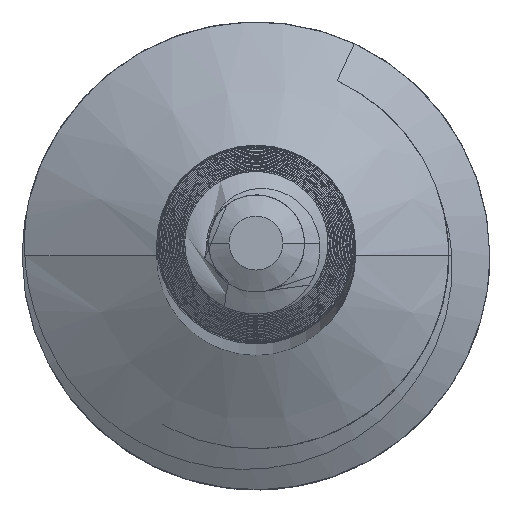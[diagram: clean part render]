
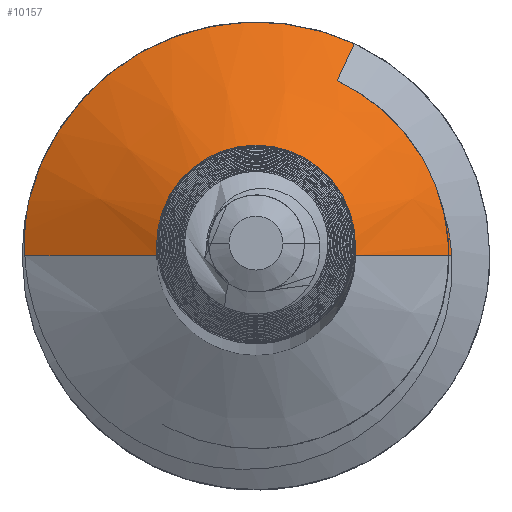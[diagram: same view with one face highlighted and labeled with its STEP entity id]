
A CAD part, top view. The second image highlights one B-rep face of the part: STEP entity #10157.
In plain terms, the highlighted conical face has half-angle 60 degrees and reference radius 2 mm.
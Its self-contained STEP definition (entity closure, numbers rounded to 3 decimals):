
#262 = CONICAL_SURFACE ( 'NONE', #1187, 2., 1.047 ) ;
#1187 = AXIS2_PLACEMENT_3D ( 'NONE', #21434, #6364, #8248 ) ;
#1396 = CARTESIAN_POINT ( 'NONE',  ( 0.694, 1.497, -62.298 ) ) ;
#1662 = EDGE_CURVE ( 'NONE', #22940, #11194, #16944, .T. ) ;
#1877 = ORIENTED_EDGE ( 'NONE', *, *, #8910, .F. ) ;
#2600 = VERTEX_POINT ( 'NONE', #11579 ) ;
#2710 = EDGE_CURVE ( 'NONE', #11194, #11863, #27702, .T. ) ;
#3570 = CARTESIAN_POINT ( 'NONE',  ( 1.673, 0., -62.311 ) ) ;
#3590 = CARTESIAN_POINT ( 'NONE',  ( -1.974, 0.31, -62.496 ) ) ;
#3860 = CARTESIAN_POINT ( 'NONE',  ( 0.842, 1.814, -62.5 ) ) ;
#3945 = CARTESIAN_POINT ( 'NONE',  ( -0.85, 0., -61.836 ) ) ;
#4349 = VECTOR ( 'NONE', #23387, 1000. ) ;
#4806 = ORIENTED_EDGE ( 'NONE', *, *, #14923, .F. ) ;
#4924 = CARTESIAN_POINT ( 'NONE',  ( 1.11, 1.227, -62.298 ) ) ;
#5098 = VECTOR ( 'NONE', #8779, 1000. ) ;
#5715 = CARTESIAN_POINT ( 'NONE',  ( 2., 0., -62.5 ) ) ;
#6217 = ORIENTED_EDGE ( 'NONE', *, *, #14251, .F. ) ;
#6364 = DIRECTION ( 'NONE',  ( 0., 0., -1. ) ) ;
#6951 = CARTESIAN_POINT ( 'NONE',  ( 1.435, 0.851, -62.298 ) ) ;
#6966 = CARTESIAN_POINT ( 'NONE',  ( 0., 0., -62.5 ) ) ;
#7515 = AXIS2_PLACEMENT_3D ( 'NONE', #12316, #27940, #23597 ) ;
#7793 = VERTEX_POINT ( 'NONE', #26020 ) ;
#8248 = DIRECTION ( 'NONE',  ( -1., 0., 0. ) ) ;
#8528 = CIRCLE ( 'NONE', #8999, 2. ) ;
#8779 = DIRECTION ( 'NONE',  ( -0.866, 0., -0.5 ) ) ;
#8910 = EDGE_CURVE ( 'NONE', #7793, #22940, #9378, .T. ) ;
#8999 = AXIS2_PLACEMENT_3D ( 'NONE', #6966, #26807, #24778 ) ;
#9351 = EDGE_CURVE ( 'NONE', #22300, #25636, #16934, .T. ) ;
#9378 = CIRCLE ( 'NONE', #7515, 0.85 ) ;
#9967 = CARTESIAN_POINT ( 'NONE',  ( 1.643, 0.257, -62.302 ) ) ;
#10157 = ADVANCED_FACE ( 'NONE', ( #17384 ), #262, .T. ) ;
#10256 = CARTESIAN_POINT ( 'NONE',  ( -1.945, 0.464, -62.5 ) ) ;
#11194 = VERTEX_POINT ( 'NONE', #18222 ) ;
#11579 = CARTESIAN_POINT ( 'NONE',  ( 1.605, 0.383, -62.298 ) ) ;
#11863 = VERTEX_POINT ( 'NONE', #27083 ) ;
#12292 = CARTESIAN_POINT ( 'NONE',  ( -1.977, 0., -62.486 ) ) ;
#12316 = CARTESIAN_POINT ( 'NONE',  ( 0., 0., -61.836 ) ) ;
#12446 = CARTESIAN_POINT ( 'NONE',  ( -2., 0., -62.5 ) ) ;
#12709 = CARTESIAN_POINT ( 'NONE',  ( 0.842, 1.814, -62.5 ) ) ;
#13615 = CARTESIAN_POINT ( 'NONE',  ( 0.694, 1.497, -62.298 ) ) ;
#14251 = EDGE_CURVE ( 'NONE', #2600, #22478, #21256, .T. ) ;
#14591 = CARTESIAN_POINT ( 'NONE',  ( 1.666, 0.13, -62.307 ) ) ;
#14923 = EDGE_CURVE ( 'NONE', #25636, #2600, #16923, .T. ) ;
#15283 = EDGE_LOOP ( 'NONE', ( #1877, #22821, #6217, #4806, #26687, #22359, #15399, #26468 ) ) ;
#15399 = ORIENTED_EDGE ( 'NONE', *, *, #2710, .F. ) ;
#16024 = CARTESIAN_POINT ( 'NONE',  ( 0.694, 1.497, -62.298 ) ) ;
#16593 = LINE ( 'NONE', #5715, #4349 ) ;
#16627 = CARTESIAN_POINT ( 'NONE',  ( 1.605, 0.383, -62.298 ) ) ;
#16923 = B_SPLINE_CURVE_WITH_KNOTS ( 'NONE', 3,
 ( #13615, #18530, #20139, #4924, #20561, #6951, #22591, #17967 ),
 .UNSPECIFIED., .F., .F.,
 ( 4, 2, 2, 4 ),
 ( 0., 0., 0.001, 0.001 ),
 .UNSPECIFIED. ) ;
#16934 =( BOUNDED_CURVE ( )  B_SPLINE_CURVE ( 1, ( #3860, #1396 ),
 .UNSPECIFIED., .F., .T. ) 
 B_SPLINE_CURVE_WITH_KNOTS ( ( 2, 2 ),
 ( 0., 0. ),
 .UNSPECIFIED. ) 
 CURVE ( )  GEOMETRIC_REPRESENTATION_ITEM ( )  RATIONAL_B_SPLINE_CURVE ( ( 0.935, 0.935 ) ) 
 REPRESENTATION_ITEM ( '' )  );
#16944 = LINE ( 'NONE', #12446, #5098 ) ;
#17384 = FACE_OUTER_BOUND ( 'NONE', #15283, .T. ) ;
#17967 = CARTESIAN_POINT ( 'NONE',  ( 1.605, 0.383, -62.298 ) ) ;
#18222 = CARTESIAN_POINT ( 'NONE',  ( -1.977, 0., -62.486 ) ) ;
#18356 = CARTESIAN_POINT ( 'NONE',  ( 1.673, 0., -62.311 ) ) ;
#18530 = CARTESIAN_POINT ( 'NONE',  ( 0.808, 1.444, -62.298 ) ) ;
#20139 = CARTESIAN_POINT ( 'NONE',  ( 0.915, 1.379, -62.298 ) ) ;
#20561 = CARTESIAN_POINT ( 'NONE',  ( 1.198, 1.141, -62.298 ) ) ;
#21256 = B_SPLINE_CURVE_WITH_KNOTS ( 'NONE', 3,
 ( #16627, #9967, #14591, #3570 ),
 .UNSPECIFIED., .F., .F.,
 ( 4, 4 ),
 ( 0., 0. ),
 .UNSPECIFIED. ) ;
#21358 = EDGE_CURVE ( 'NONE', #22300, #11863, #8528, .T. ) ;
#21434 = CARTESIAN_POINT ( 'NONE',  ( 0., 0., -62.5 ) ) ;
#22300 = VERTEX_POINT ( 'NONE', #12709 ) ;
#22359 = ORIENTED_EDGE ( 'NONE', *, *, #21358, .T. ) ;
#22478 = VERTEX_POINT ( 'NONE', #18356 ) ;
#22591 = CARTESIAN_POINT ( 'NONE',  ( 1.547, 0.626, -62.298 ) ) ;
#22821 = ORIENTED_EDGE ( 'NONE', *, *, #27011, .T. ) ;
#22940 = VERTEX_POINT ( 'NONE', #3945 ) ;
#23387 = DIRECTION ( 'NONE',  ( 0.866, 0., -0.5 ) ) ;
#23597 = DIRECTION ( 'NONE',  ( 1., 0., 0. ) ) ;
#24778 = DIRECTION ( 'NONE',  ( 1., 0., 0. ) ) ;
#25636 = VERTEX_POINT ( 'NONE', #16024 ) ;
#26020 = CARTESIAN_POINT ( 'NONE',  ( 0.85, 0., -61.836 ) ) ;
#26468 = ORIENTED_EDGE ( 'NONE', *, *, #1662, .F. ) ;
#26687 = ORIENTED_EDGE ( 'NONE', *, *, #9351, .F. ) ;
#26807 = DIRECTION ( 'NONE',  ( 0., 0., 1. ) ) ;
#27011 = EDGE_CURVE ( 'NONE', #7793, #22478, #16593, .T. ) ;
#27083 = CARTESIAN_POINT ( 'NONE',  ( -1.945, 0.464, -62.5 ) ) ;
#27702 = B_SPLINE_CURVE_WITH_KNOTS ( 'NONE', 3,
 ( #12292, #27785, #3590, #10256 ),
 .UNSPECIFIED., .F., .F.,
 ( 4, 4 ),
 ( 0.006, 0.007 ),
 .UNSPECIFIED. ) ;
#27785 = CARTESIAN_POINT ( 'NONE',  ( -1.984, 0.155, -62.491 ) ) ;
#27940 = DIRECTION ( 'NONE',  ( 0., 0., 1. ) ) ;
